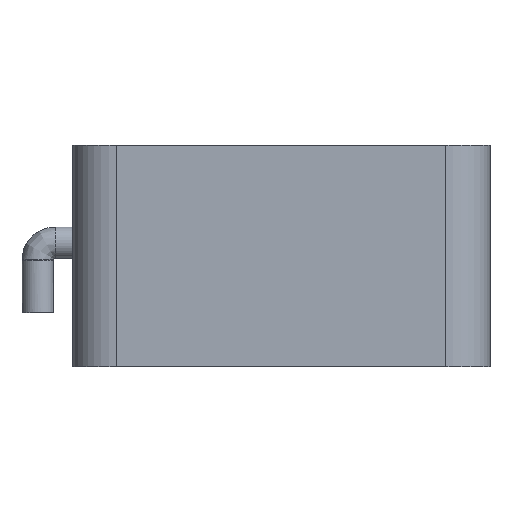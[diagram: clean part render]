
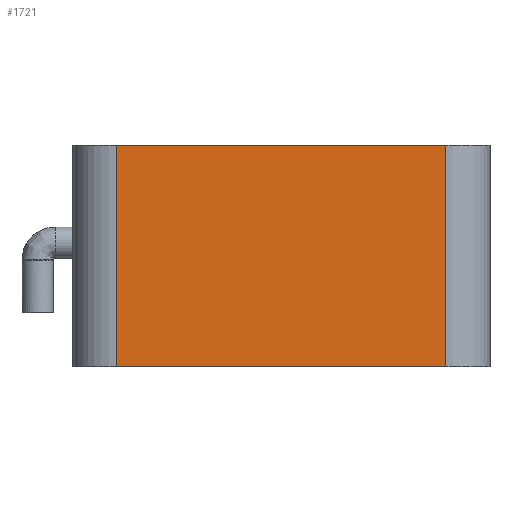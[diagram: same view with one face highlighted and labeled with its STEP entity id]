
A CAD part, left-side view. The second image highlights one B-rep face of the part: STEP entity #1721.
In plain terms, the highlighted planar face has unit normal (-1, 0, 0).
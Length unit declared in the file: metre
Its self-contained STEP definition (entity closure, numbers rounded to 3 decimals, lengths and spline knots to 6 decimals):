
#290=ORIENTED_EDGE('',*,*,#791,.T.);
#291=ORIENTED_EDGE('',*,*,#792,.F.);
#292=ORIENTED_EDGE('',*,*,#752,.F.);
#293=ORIENTED_EDGE('',*,*,#790,.T.);
#752=EDGE_CURVE('',#1006,#1007,#1140,.T.);
#790=EDGE_CURVE('',#1006,#1040,#1160,.T.);
#791=EDGE_CURVE('',#1040,#1041,#1161,.T.);
#792=EDGE_CURVE('',#1007,#1041,#1162,.T.);
#1006=VERTEX_POINT('',#2691);
#1007=VERTEX_POINT('',#2693);
#1040=VERTEX_POINT('',#2767);
#1041=VERTEX_POINT('',#2771);
#1140=LINE('',#2692,#1276);
#1160=LINE('',#2768,#1296);
#1161=LINE('',#2770,#1297);
#1162=LINE('',#2772,#1298);
#1276=VECTOR('',#2113,1.);
#1296=VECTOR('',#2177,1.);
#1297=VECTOR('',#2180,1.);
#1298=VECTOR('',#2181,1.);
#1411=EDGE_LOOP('',(#290,#291,#292,#293));
#1551=FACE_BOUND('',#1411,.T.);
#1681=PLANE('',#1890);
#1721=ADVANCED_FACE('',(#1551),#1681,.F.);
#1890=AXIS2_PLACEMENT_3D('',#2769,#2178,#2179);
#2113=DIRECTION('',(0.,-1.,0.));
#2177=DIRECTION('',(0.,0.,-1.));
#2178=DIRECTION('',(1.,0.,0.));
#2179=DIRECTION('',(0.,0.,-1.));
#2180=DIRECTION('',(0.,-1.,0.));
#2181=DIRECTION('',(0.,0.,-1.));
#2691=CARTESIAN_POINT('',(-0.05401,0.025751,0.03175));
#2692=CARTESIAN_POINT('',(-0.05401,0.002149,0.03175));
#2693=CARTESIAN_POINT('',(-0.05401,-0.021452,0.03175));
#2767=CARTESIAN_POINT('',(-0.05401,0.025751,0.));
#2768=CARTESIAN_POINT('',(-0.05401,0.025751,0.03175));
#2769=CARTESIAN_POINT('',(-0.05401,0.002149,0.03175));
#2770=CARTESIAN_POINT('',(-0.05401,0.002149,0.));
#2771=CARTESIAN_POINT('',(-0.05401,-0.021452,0.));
#2772=CARTESIAN_POINT('',(-0.05401,-0.021452,0.03175));
